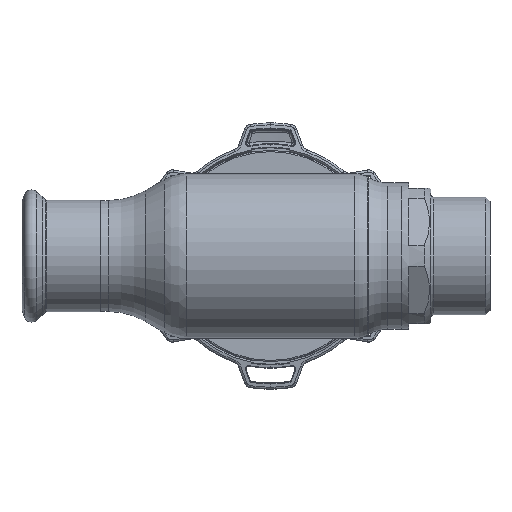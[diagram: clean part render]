
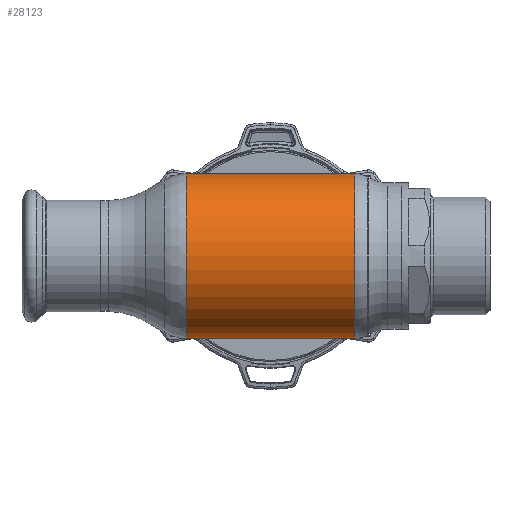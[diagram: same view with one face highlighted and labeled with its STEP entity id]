
A CAD part, front view. The second image highlights one B-rep face of the part: STEP entity #28123.
In plain terms, the highlighted cylindrical face has radius 33.34 mm (diameter 66.68 mm), a partial arc.
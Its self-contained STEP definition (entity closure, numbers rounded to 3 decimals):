
#217 = DIRECTION ( 'NONE',  ( 0., 0., 1. ) ) ;
#678 = DIRECTION ( 'NONE',  ( 0., 0., 1. ) ) ;
#1524 = CARTESIAN_POINT ( 'NONE',  ( 34.177, 0., -33.34 ) ) ;
#1616 = DIRECTION ( 'NONE',  ( -1., 0., 0. ) ) ;
#1622 = VERTEX_POINT ( 'NONE', #30476 ) ;
#3174 = VERTEX_POINT ( 'NONE', #9950 ) ;
#3220 = AXIS2_PLACEMENT_3D ( 'NONE', #9286, #8947, #678 ) ;
#4540 = ORIENTED_EDGE ( 'NONE', *, *, #22400, .T. ) ;
#4562 = CARTESIAN_POINT ( 'NONE',  ( -62.69, 0., 33.34 ) ) ;
#5517 = VECTOR ( 'NONE', #28280, 1000. ) ;
#5807 = DIRECTION ( 'NONE',  ( 0., 0., 1. ) ) ;
#7407 = AXIS2_PLACEMENT_3D ( 'NONE', #13667, #8489, #217 ) ;
#7618 = LINE ( 'NONE', #4562, #5517 ) ;
#7920 = ORIENTED_EDGE ( 'NONE', *, *, #17647, .T. ) ;
#8489 = DIRECTION ( 'NONE',  ( -1., 0., 0. ) ) ;
#8947 = DIRECTION ( 'NONE',  ( -1., 0., 0. ) ) ;
#9286 = CARTESIAN_POINT ( 'NONE',  ( 34.177, 0., 0. ) ) ;
#9950 = CARTESIAN_POINT ( 'NONE',  ( -34.177, 0., -33.34 ) ) ;
#10914 = CARTESIAN_POINT ( 'NONE',  ( 34.177, 0., 33.34 ) ) ;
#11266 = VERTEX_POINT ( 'NONE', #1524 ) ;
#13420 = AXIS2_PLACEMENT_3D ( 'NONE', #29366, #26144, #5807 ) ;
#13667 = CARTESIAN_POINT ( 'NONE',  ( -34.177, 0., 0. ) ) ;
#14727 = CARTESIAN_POINT ( 'NONE',  ( -62.69, 0., -33.34 ) ) ;
#15339 = EDGE_CURVE ( 'NONE', #3174, #1622, #33209, .T. ) ;
#15657 = FACE_OUTER_BOUND ( 'NONE', #20543, .T. ) ;
#15914 = VECTOR ( 'NONE', #1616, 1000. ) ;
#17328 = LINE ( 'NONE', #14727, #15914 ) ;
#17647 = EDGE_CURVE ( 'NONE', #11266, #29748, #21396, .T. ) ;
#20258 = ORIENTED_EDGE ( 'NONE', *, *, #32345, .F. ) ;
#20543 = EDGE_LOOP ( 'NONE', ( #20258, #7920, #4540, #23174 ) ) ;
#21396 = CIRCLE ( 'NONE', #3220, 33.34 ) ;
#22400 = EDGE_CURVE ( 'NONE', #29748, #1622, #7618, .T. ) ;
#23174 = ORIENTED_EDGE ( 'NONE', *, *, #15339, .F. ) ;
#26144 = DIRECTION ( 'NONE',  ( -1., 0., 0. ) ) ;
#28123 = ADVANCED_FACE ( 'NONE', ( #15657 ), #29031, .T. ) ;
#28280 = DIRECTION ( 'NONE',  ( -1., 0., 0. ) ) ;
#29031 = CYLINDRICAL_SURFACE ( 'NONE', #13420, 33.34 ) ;
#29366 = CARTESIAN_POINT ( 'NONE',  ( -62.69, 0., 0. ) ) ;
#29748 = VERTEX_POINT ( 'NONE', #10914 ) ;
#30476 = CARTESIAN_POINT ( 'NONE',  ( -34.177, 0., 33.34 ) ) ;
#32345 = EDGE_CURVE ( 'NONE', #11266, #3174, #17328, .T. ) ;
#33209 = CIRCLE ( 'NONE', #7407, 33.34 ) ;
